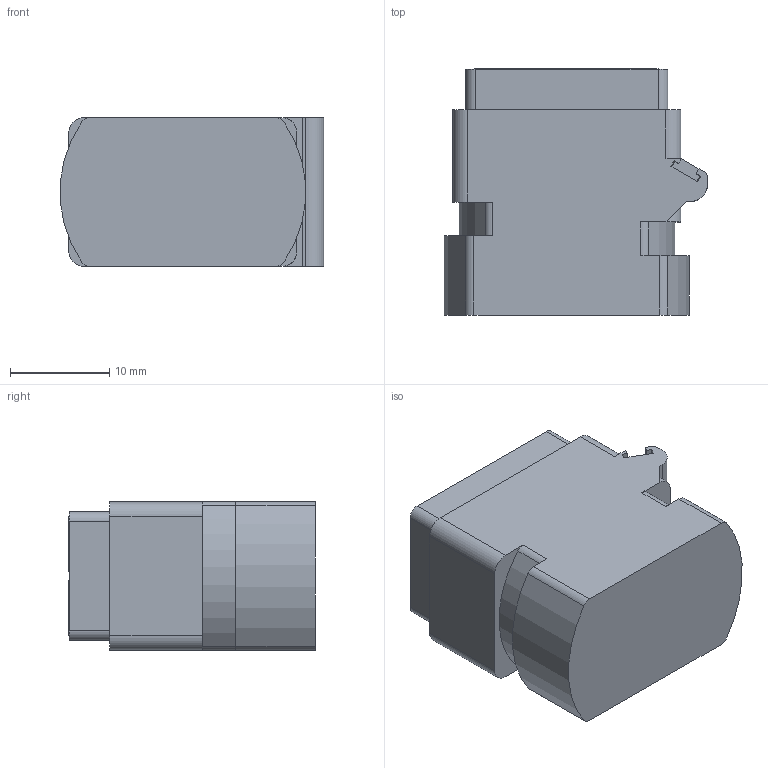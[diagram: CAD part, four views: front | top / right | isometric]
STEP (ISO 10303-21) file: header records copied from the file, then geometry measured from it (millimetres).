
FILE_DESCRIPTION((''),'2;1');
FILE_NAME('00111540402','2020-07-16T',('presta_be4'),(''),'CREO PARAMETRIC BY PTC INC, 2018360','CREO PARAMETRIC BY PTC INC, 2018360','');
FILE_SCHEMA(('CONFIG_CONTROL_DESIGN'));
Length unit declared in the file: millimetre
Products named in the file (1): 00111540402
Bounding box: 26.55 x 24.85 x 15 mm (x, y, z)
Volume: 5864.6 mm3; surface area: 8911.3 mm2
Topology: 13 solids, 13 shells, 1152 faces, 3101 edges, 1990 vertices
Faces by surface type: plane 624, cylinder 252, cone 156, torus 72, bspline 48
Entity records: 43387 total; most frequent: CARTESIAN_POINT 14861, ORIENTED_EDGE 6178, DIRECTION 5757, EDGE_CURVE 3089, AXIS2_PLACEMENT_3D 2106, VERTEX_POINT 1990, VECTOR 1545, LINE 1545
